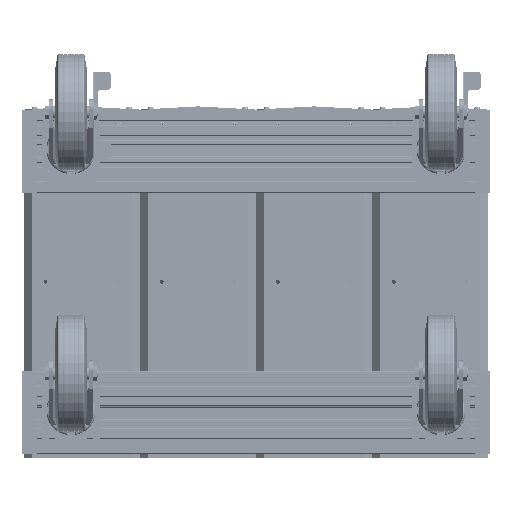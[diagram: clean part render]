
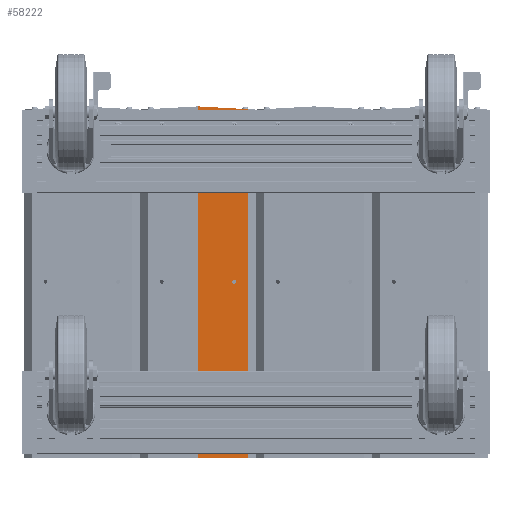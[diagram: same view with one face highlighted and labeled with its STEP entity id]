
A CAD part, front view. The second image highlights one B-rep face of the part: STEP entity #58222.
In plain terms, the highlighted face is planar.
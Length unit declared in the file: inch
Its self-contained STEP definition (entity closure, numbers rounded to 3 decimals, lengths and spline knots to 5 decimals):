
#370 = CARTESIAN_POINT ( 'NONE',  ( 4., -3.469, 12.105 ) ) ;
#1555 = LINE ( 'NONE', #5492, #27959 ) ;
#2711 = VERTEX_POINT ( 'NONE', #18154 ) ;
#4746 = EDGE_LOOP ( 'NONE', ( #8998, #8827 ) ) ;
#4794 = CARTESIAN_POINT ( 'NONE',  ( 4., 4., 12.105 ) ) ;
#5492 = CARTESIAN_POINT ( 'NONE',  ( 4., 0., 12.105 ) ) ;
#5958 = AXIS2_PLACEMENT_3D ( 'NONE', #38359, #6768, #43696 ) ;
#6402 = ORIENTED_EDGE ( 'NONE', *, *, #23502, .T. ) ;
#6768 = DIRECTION ( 'NONE',  ( -1., 0., 0. ) ) ;
#7018 = CARTESIAN_POINT ( 'NONE',  ( 4., -3.469, -11.91572 ) ) ;
#8389 = VERTEX_POINT ( 'NONE', #13218 ) ;
#8393 = CARTESIAN_POINT ( 'NONE',  ( 4., -2.5, -10.77 ) ) ;
#8827 = ORIENTED_EDGE ( 'NONE', *, *, #29424, .T. ) ;
#8998 = ORIENTED_EDGE ( 'NONE', *, *, #66894, .T. ) ;
#9855 = DIRECTION ( 'NONE',  ( 0., 1., 0. ) ) ;
#10559 = DIRECTION ( 'NONE',  ( 0., 0., -1. ) ) ;
#12309 = CARTESIAN_POINT ( 'NONE',  ( 4., -2.367, -10.77 ) ) ;
#13218 = CARTESIAN_POINT ( 'NONE',  ( 4., 0., -12.105 ) ) ;
#13738 = DIRECTION ( 'NONE',  ( 0., -1., 0. ) ) ;
#13758 = CIRCLE ( 'NONE', #33542, 0.133 ) ;
#18154 = CARTESIAN_POINT ( 'NONE',  ( 4., -2.633, -0.02 ) ) ;
#18187 = VERTEX_POINT ( 'NONE', #44628 ) ;
#20043 = CARTESIAN_POINT ( 'NONE',  ( 4., -2.5, -0.02 ) ) ;
#20324 = FACE_BOUND ( 'NONE', #4746, .T. ) ;
#23317 = VECTOR ( 'NONE', #37262, 39.37008 ) ;
#23388 = CIRCLE ( 'NONE', #59319, 0.133 ) ;
#23502 = EDGE_CURVE ( 'NONE', #61370, #31180, #65417, .T. ) ;
#23642 = PLANE ( 'NONE',  #57211 ) ;
#24245 = CARTESIAN_POINT ( 'NONE',  ( 4., -2.5, -10.77 ) ) ;
#24263 = CIRCLE ( 'NONE', #5958, 0.133 ) ;
#24721 = ORIENTED_EDGE ( 'NONE', *, *, #43219, .F. ) ;
#25318 = DIRECTION ( 'NONE',  ( 0., -1., 0. ) ) ;
#27477 = VERTEX_POINT ( 'NONE', #52335 ) ;
#27532 = EDGE_CURVE ( 'NONE', #18187, #8389, #1555, .T. ) ;
#27666 = VERTEX_POINT ( 'NONE', #48393 ) ;
#27959 = VECTOR ( 'NONE', #10559, 39.37008 ) ;
#28917 = CIRCLE ( 'NONE', #59716, 0.133 ) ;
#28964 = DIRECTION ( 'NONE',  ( 0., -1., 0. ) ) ;
#29424 = EDGE_CURVE ( 'NONE', #31835, #27666, #13758, .T. ) ;
#29572 = DIRECTION ( 'NONE',  ( 0., -1., 0. ) ) ;
#31180 = VERTEX_POINT ( 'NONE', #7018 ) ;
#31835 = VERTEX_POINT ( 'NONE', #12309 ) ;
#33419 = EDGE_CURVE ( 'NONE', #27477, #2711, #28917, .T. ) ;
#33542 = AXIS2_PLACEMENT_3D ( 'NONE', #8393, #45315, #13738 ) ;
#37262 = DIRECTION ( 'NONE',  ( 0., 0., -1. ) ) ;
#37896 = LINE ( 'NONE', #4794, #61002 ) ;
#38359 = CARTESIAN_POINT ( 'NONE',  ( 4., -2.5, -0.02 ) ) ;
#43219 = EDGE_CURVE ( 'NONE', #61370, #18187, #37896, .T. ) ;
#43696 = DIRECTION ( 'NONE',  ( 0., -1., 0. ) ) ;
#44628 = CARTESIAN_POINT ( 'NONE',  ( 4., 0., 12.105 ) ) ;
#45032 = EDGE_CURVE ( 'NONE', #31180, #8389, #54347, .T. ) ;
#45315 = DIRECTION ( 'NONE',  ( -1., 0., 0. ) ) ;
#45551 = ORIENTED_EDGE ( 'NONE', *, *, #48235, .T. ) ;
#45731 = ORIENTED_EDGE ( 'NONE', *, *, #45032, .T. ) ;
#46127 = DIRECTION ( 'NONE',  ( 0., 0.999, -0.054 ) ) ;
#47260 = CARTESIAN_POINT ( 'NONE',  ( 4., -3.469, 12.105 ) ) ;
#47542 = EDGE_LOOP ( 'NONE', ( #62314, #24721, #6402, #45731 ) ) ;
#48235 = EDGE_CURVE ( 'NONE', #2711, #27477, #24263, .T. ) ;
#48375 = FACE_BOUND ( 'NONE', #59001, .T. ) ;
#48393 = CARTESIAN_POINT ( 'NONE',  ( 4., -2.633, -10.77 ) ) ;
#52335 = CARTESIAN_POINT ( 'NONE',  ( 4., -2.367, -0.02 ) ) ;
#54347 = LINE ( 'NONE', #56744, #55993 ) ;
#55257 = CARTESIAN_POINT ( 'NONE',  ( 4., 4., 12.105 ) ) ;
#55993 = VECTOR ( 'NONE', #46127, 39.37008 ) ;
#56744 = CARTESIAN_POINT ( 'NONE',  ( 4., -4., -11.88675 ) ) ;
#56935 = DIRECTION ( 'NONE',  ( -1., 0., 0. ) ) ;
#57211 = AXIS2_PLACEMENT_3D ( 'NONE', #55257, #60540, #28964 ) ;
#58222 = ADVANCED_FACE ( 'NONE', ( #20324, #48375, #62387 ), #23642, .F. ) ;
#59001 = EDGE_LOOP ( 'NONE', ( #45551, #66562 ) ) ;
#59319 = AXIS2_PLACEMENT_3D ( 'NONE', #24245, #61165, #29572 ) ;
#59716 = AXIS2_PLACEMENT_3D ( 'NONE', #20043, #56935, #25318 ) ;
#60540 = DIRECTION ( 'NONE',  ( -1., 0., 0. ) ) ;
#61002 = VECTOR ( 'NONE', #9855, 39.37008 ) ;
#61165 = DIRECTION ( 'NONE',  ( -1., 0., 0. ) ) ;
#61370 = VERTEX_POINT ( 'NONE', #47260 ) ;
#62314 = ORIENTED_EDGE ( 'NONE', *, *, #27532, .F. ) ;
#62387 = FACE_OUTER_BOUND ( 'NONE', #47542, .T. ) ;
#65417 = LINE ( 'NONE', #370, #23317 ) ;
#66562 = ORIENTED_EDGE ( 'NONE', *, *, #33419, .T. ) ;
#66894 = EDGE_CURVE ( 'NONE', #27666, #31835, #23388, .T. ) ;
